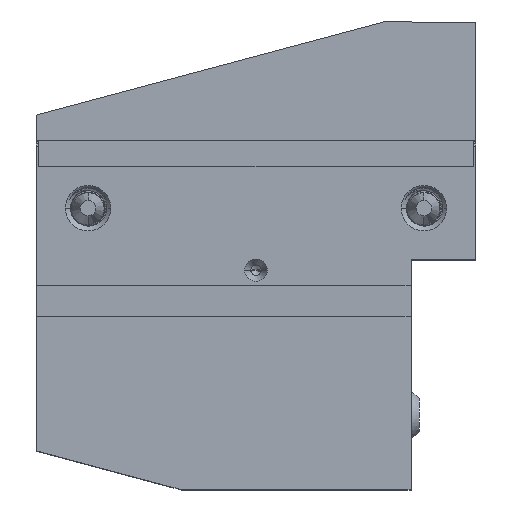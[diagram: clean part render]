
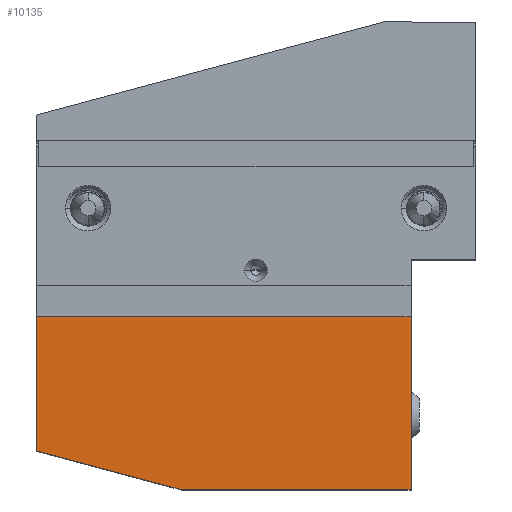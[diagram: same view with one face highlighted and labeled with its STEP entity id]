
A CAD part, top view. The second image highlights one B-rep face of the part: STEP entity #10135.
In plain terms, the highlighted planar face has unit normal (0, 0, 1).
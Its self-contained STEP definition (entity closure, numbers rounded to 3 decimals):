
#10135 = ADVANCED_FACE ( 'NONE', ( #60919 ), #68713, .T. ) ;
#12172 = EDGE_CURVE ( 'NONE', #26910, #26958, #20017, .T. ) ;
#12307 = EDGE_CURVE ( 'NONE', #26958, #26940, #20168, .T. ) ;
#12308 = EDGE_CURVE ( 'NONE', #26910, #26919, #20166, .T. ) ;
#12321 = EDGE_CURVE ( 'NONE', #26839, #26940, #20165, .T. ) ;
#12343 = EDGE_CURVE ( 'NONE', #26839, #26919, #20203, .T. ) ;
#13648 = CARTESIAN_POINT ( 'NONE',  ( -47.5, -9., 44. ) ) ;
#13650 = DIRECTION ( 'NONE',  ( 1., 0., 0. ) ) ;
#14733 = CARTESIAN_POINT ( 'NONE',  ( -42.5, 48., 44. ) ) ;
#14735 = DIRECTION ( 'NONE',  ( 0., -1., 0. ) ) ;
#14759 = DIRECTION ( 'NONE',  ( 0., -1., 0. ) ) ;
#14767 = CARTESIAN_POINT ( 'NONE',  ( 30., 2., 44. ) ) ;
#14793 = CARTESIAN_POINT ( 'NONE',  ( -42.5, -42.5, 44. ) ) ;
#14794 = DIRECTION ( 'NONE',  ( 1., 0., 0. ) ) ;
#14849 = CARTESIAN_POINT ( 'NONE',  ( -42.5, -35., 44. ) ) ;
#14861 = DIRECTION ( 'NONE',  ( -0.966, 0.259, 0. ) ) ;
#16189 = AXIS2_PLACEMENT_3D ( 'NONE', #68667, #68631, #68709 ) ;
#19039 = EDGE_LOOP ( 'NONE', ( #19643, #19614, #19669, #19664, #19628 ) ) ;
#19614 = ORIENTED_EDGE ( 'NONE', *, *, #12308, .T. ) ;
#19628 = ORIENTED_EDGE ( 'NONE', *, *, #12307, .F. ) ;
#19643 = ORIENTED_EDGE ( 'NONE', *, *, #12172, .F. ) ;
#19664 = ORIENTED_EDGE ( 'NONE', *, *, #12321, .T. ) ;
#19669 = ORIENTED_EDGE ( 'NONE', *, *, #12343, .F. ) ;
#19989 = VECTOR ( 'NONE', #13650, 1000. ) ;
#20017 = LINE ( 'NONE', #13648, #19989 ) ;
#20147 = VECTOR ( 'NONE', #14794, 1000. ) ;
#20160 = VECTOR ( 'NONE', #14735, 1000. ) ;
#20165 = LINE ( 'NONE', #14793, #20147 ) ;
#20166 = LINE ( 'NONE', #14733, #20160 ) ;
#20168 = LINE ( 'NONE', #14767, #20189 ) ;
#20189 = VECTOR ( 'NONE', #14759, 1000. ) ;
#20203 = LINE ( 'NONE', #14849, #20245 ) ;
#20245 = VECTOR ( 'NONE', #14861, 1000. ) ;
#26839 = VERTEX_POINT ( 'NONE', #72972 ) ;
#26910 = VERTEX_POINT ( 'NONE', #73046 ) ;
#26919 = VERTEX_POINT ( 'NONE', #73050 ) ;
#26940 = VERTEX_POINT ( 'NONE', #73036 ) ;
#26958 = VERTEX_POINT ( 'NONE', #73070 ) ;
#60919 = FACE_OUTER_BOUND ( 'NONE', #19039, .T. ) ;
#68631 = DIRECTION ( 'NONE',  ( 0., 0., 1. ) ) ;
#68667 = CARTESIAN_POINT ( 'NONE',  ( 0., 0., 44. ) ) ;
#68709 = DIRECTION ( 'NONE',  ( 1., 0., 0. ) ) ;
#68713 = PLANE ( 'NONE',  #16189 ) ;
#72972 = CARTESIAN_POINT ( 'NONE',  ( -14.51, -42.5, 44. ) ) ;
#73036 = CARTESIAN_POINT ( 'NONE',  ( 30., -42.5, 44. ) ) ;
#73046 = CARTESIAN_POINT ( 'NONE',  ( -42.5, -9., 44. ) ) ;
#73050 = CARTESIAN_POINT ( 'NONE',  ( -42.5, -35., 44. ) ) ;
#73070 = CARTESIAN_POINT ( 'NONE',  ( 30., -9., 44. ) ) ;
